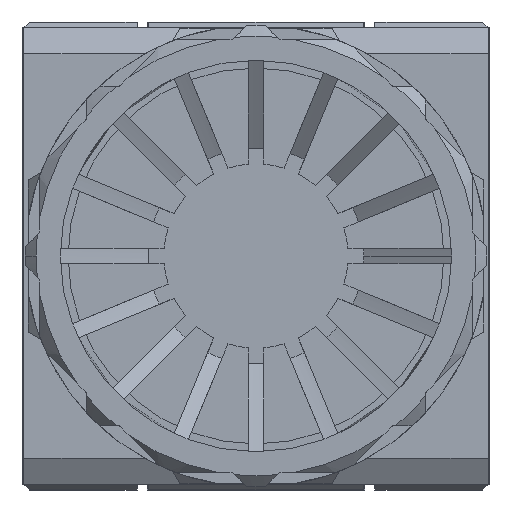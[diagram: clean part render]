
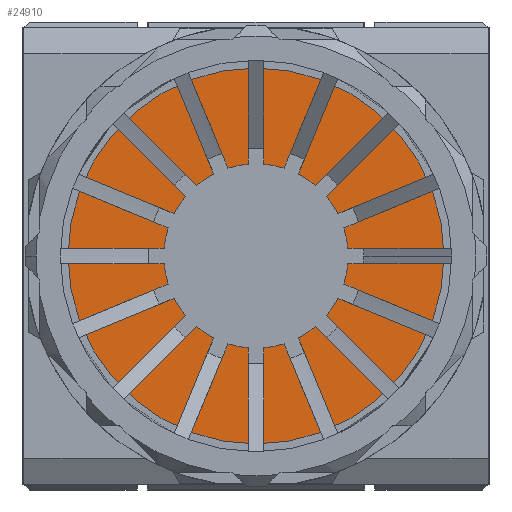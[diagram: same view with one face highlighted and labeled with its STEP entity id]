
A CAD part, front view. The second image highlights one B-rep face of the part: STEP entity #24910.
In plain terms, the highlighted planar face has unit normal (0, -1, 0).
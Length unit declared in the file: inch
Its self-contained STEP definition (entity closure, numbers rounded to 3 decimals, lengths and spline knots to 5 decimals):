
#51 = FACE_OUTER_BOUND ( 'NONE', #35694, .T. ) ;
#81 = AXIS2_PLACEMENT_3D ( 'NONE', #37531, #8629, #25397 ) ;
#435 = DIRECTION ( 'NONE',  ( -1., 0., 0. ) ) ;
#2487 = ORIENTED_EDGE ( 'NONE', *, *, #13577, .T. ) ;
#6736 = CARTESIAN_POINT ( 'NONE',  ( 0., -4.38976, 0. ) ) ;
#8629 = DIRECTION ( 'NONE',  ( 0., -1., 0. ) ) ;
#12320 = DIRECTION ( 'NONE',  ( 1., 0., 0. ) ) ;
#13577 = EDGE_CURVE ( 'NONE', #20660, #13685, #31588, .T. ) ;
#13685 = VERTEX_POINT ( 'NONE', #23852 ) ;
#15016 = DIRECTION ( 'NONE',  ( 0., -1., 0. ) ) ;
#16175 = AXIS2_PLACEMENT_3D ( 'NONE', #26831, #17954, #435 ) ;
#17954 = DIRECTION ( 'NONE',  ( 0., 1., 0. ) ) ;
#19785 = EDGE_CURVE ( 'NONE', #13685, #20660, #33943, .T. ) ;
#20660 = VERTEX_POINT ( 'NONE', #34902 ) ;
#21586 = ORIENTED_EDGE ( 'NONE', *, *, #19785, .T. ) ;
#23154 = PLANE ( 'NONE',  #16175 ) ;
#23852 = CARTESIAN_POINT ( 'NONE',  ( 0.96457, -4.38976, 0. ) ) ;
#24910 = ADVANCED_FACE ( 'NONE', ( #51 ), #23154, .F. ) ;
#25397 = DIRECTION ( 'NONE',  ( 1., 0., 0. ) ) ;
#26831 = CARTESIAN_POINT ( 'NONE',  ( 0., -4.38976, 0.96457 ) ) ;
#31588 = CIRCLE ( 'NONE', #35929, 0.96457 ) ;
#33943 = CIRCLE ( 'NONE', #81, 0.96457 ) ;
#34902 = CARTESIAN_POINT ( 'NONE',  ( -0.96457, -4.38976, 0. ) ) ;
#35694 = EDGE_LOOP ( 'NONE', ( #21586, #2487 ) ) ;
#35929 = AXIS2_PLACEMENT_3D ( 'NONE', #6736, #15016, #12320 ) ;
#37531 = CARTESIAN_POINT ( 'NONE',  ( 0., -4.38976, 0. ) ) ;
